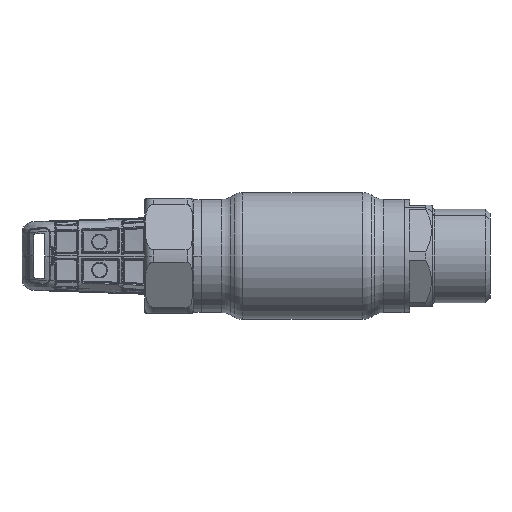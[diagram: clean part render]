
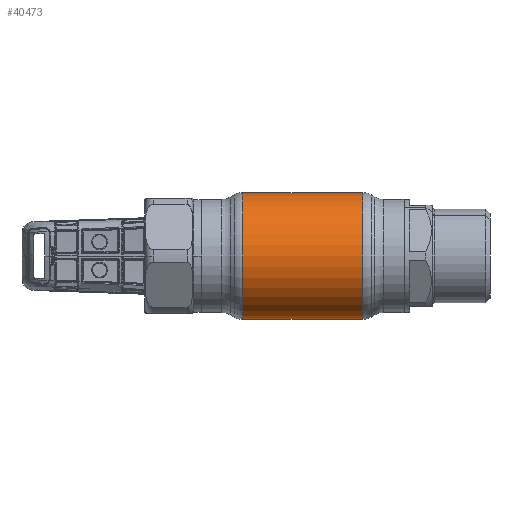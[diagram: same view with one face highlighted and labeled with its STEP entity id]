
A CAD part, front view. The second image highlights one B-rep face of the part: STEP entity #40473.
In plain terms, the highlighted cylindrical face has radius 22.5 mm (diameter 45 mm), a partial arc.
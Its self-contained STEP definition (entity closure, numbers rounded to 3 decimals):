
#598 = VERTEX_POINT ( 'NONE', #19110 ) ;
#1427 = CARTESIAN_POINT ( 'NONE',  ( 21.285, 0., -22.5 ) ) ;
#2702 = CARTESIAN_POINT ( 'NONE',  ( -62.69, 0., 0. ) ) ;
#4216 = EDGE_CURVE ( 'NONE', #24236, #42141, #56158, .T. ) ;
#4889 = LINE ( 'NONE', #7372, #29162 ) ;
#5163 = DIRECTION ( 'NONE',  ( -1., 0., 0. ) ) ;
#7372 = CARTESIAN_POINT ( 'NONE',  ( -62.69, 0., -22.5 ) ) ;
#8488 = CARTESIAN_POINT ( 'NONE',  ( 21.285, 0., 22.5 ) ) ;
#19110 = CARTESIAN_POINT ( 'NONE',  ( -21.285, 0., -22.5 ) ) ;
#20172 = AXIS2_PLACEMENT_3D ( 'NONE', #56734, #5163, #42447 ) ;
#21213 = DIRECTION ( 'NONE',  ( 0., 0., 1. ) ) ;
#21402 = CARTESIAN_POINT ( 'NONE',  ( -21.285, 0., 22.5 ) ) ;
#21928 = EDGE_CURVE ( 'NONE', #38825, #24236, #43189, .T. ) ;
#23593 = VECTOR ( 'NONE', #40893, 1000. ) ;
#24236 = VERTEX_POINT ( 'NONE', #8488 ) ;
#24327 = EDGE_CURVE ( 'NONE', #598, #42141, #50585, .T. ) ;
#25139 = ORIENTED_EDGE ( 'NONE', *, *, #4216, .T. ) ;
#28961 = AXIS2_PLACEMENT_3D ( 'NONE', #2702, #47020, #32308 ) ;
#29162 = VECTOR ( 'NONE', #45078, 1000. ) ;
#32308 = DIRECTION ( 'NONE',  ( 0., 0., 1. ) ) ;
#34816 = AXIS2_PLACEMENT_3D ( 'NONE', #44908, #40553, #21213 ) ;
#35245 = ORIENTED_EDGE ( 'NONE', *, *, #21928, .T. ) ;
#38512 = ORIENTED_EDGE ( 'NONE', *, *, #44535, .F. ) ;
#38825 = VERTEX_POINT ( 'NONE', #1427 ) ;
#39964 = ORIENTED_EDGE ( 'NONE', *, *, #24327, .F. ) ;
#40473 = ADVANCED_FACE ( 'NONE', ( #45330 ), #57166, .T. ) ;
#40553 = DIRECTION ( 'NONE',  ( -1., 0., 0. ) ) ;
#40893 = DIRECTION ( 'NONE',  ( -1., 0., 0. ) ) ;
#42141 = VERTEX_POINT ( 'NONE', #21402 ) ;
#42447 = DIRECTION ( 'NONE',  ( 0., 0., 1. ) ) ;
#42730 = EDGE_LOOP ( 'NONE', ( #38512, #35245, #25139, #39964 ) ) ;
#43189 = CIRCLE ( 'NONE', #34816, 22.5 ) ;
#44535 = EDGE_CURVE ( 'NONE', #38825, #598, #4889, .T. ) ;
#44908 = CARTESIAN_POINT ( 'NONE',  ( 21.285, 0., 0. ) ) ;
#45078 = DIRECTION ( 'NONE',  ( -1., 0., 0. ) ) ;
#45330 = FACE_OUTER_BOUND ( 'NONE', #42730, .T. ) ;
#47020 = DIRECTION ( 'NONE',  ( -1., 0., 0. ) ) ;
#50585 = CIRCLE ( 'NONE', #20172, 22.5 ) ;
#50881 = CARTESIAN_POINT ( 'NONE',  ( -62.69, 0., 22.5 ) ) ;
#56158 = LINE ( 'NONE', #50881, #23593 ) ;
#56734 = CARTESIAN_POINT ( 'NONE',  ( -21.285, 0., 0. ) ) ;
#57166 = CYLINDRICAL_SURFACE ( 'NONE', #28961, 22.5 ) ;
